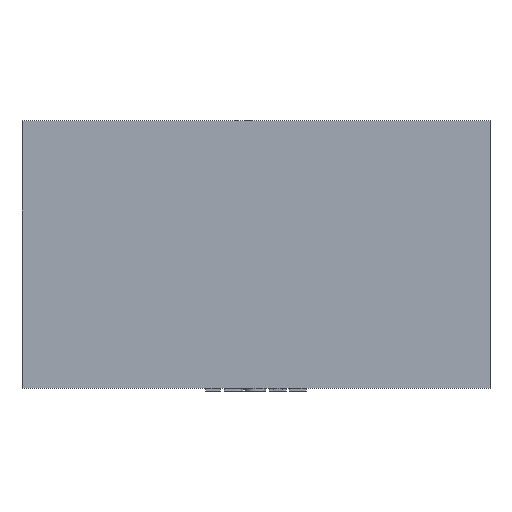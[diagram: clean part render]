
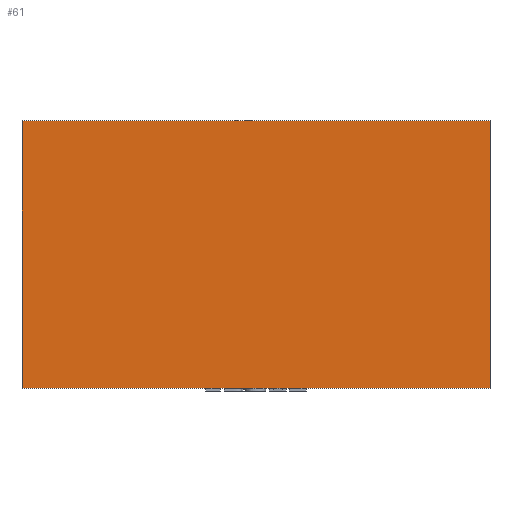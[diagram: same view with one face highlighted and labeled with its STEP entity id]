
A CAD part, top view. The second image highlights one B-rep face of the part: STEP entity #61.
In plain terms, the highlighted planar face has unit normal (0, 0, 1).
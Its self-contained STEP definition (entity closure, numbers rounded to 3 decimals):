
#61 = ADVANCED_FACE( '', ( #344 ), #345, .F. );
#344 = FACE_OUTER_BOUND( '', #883, .T. );
#345 = PLANE( '', #884 );
#883 = EDGE_LOOP( '', ( #4613, #4614, #4615, #4616 ) );
#884 = AXIS2_PLACEMENT_3D( '', #4617, #4618, #4619 );
#4613 = ORIENTED_EDGE( '', *, *, #6271, .T. );
#4614 = ORIENTED_EDGE( '', *, *, #6203, .F. );
#4615 = ORIENTED_EDGE( '', *, *, #6272, .F. );
#4616 = ORIENTED_EDGE( '', *, *, #6269, .T. );
#4617 = CARTESIAN_POINT( '', ( 266.7, -152.4, 53.975 ) );
#4618 = DIRECTION( '', ( 0., 0., -1. ) );
#4619 = DIRECTION( '', ( -1., 0., 0. ) );
#6203 = EDGE_CURVE( '', #6820, #6815, #6822, .T. );
#6269 = EDGE_CURVE( '', #6946, #6944, #6947, .T. );
#6271 = EDGE_CURVE( '', #6944, #6815, #6949, .T. );
#6272 = EDGE_CURVE( '', #6946, #6820, #6950, .T. );
#6815 = VERTEX_POINT( '', #7796 );
#6820 = VERTEX_POINT( '', #7803 );
#6822 = LINE( '', #7806, #7807 );
#6944 = VERTEX_POINT( '', #8267 );
#6946 = VERTEX_POINT( '', #8270 );
#6947 = LINE( '', #8271, #8272 );
#6949 = LINE( '', #8275, #8276 );
#6950 = LINE( '', #8277, #8278 );
#7796 = CARTESIAN_POINT( '', ( -266.7, 152.4, 53.975 ) );
#7803 = CARTESIAN_POINT( '', ( -266.7, -152.4, 53.975 ) );
#7806 = CARTESIAN_POINT( '', ( -266.7, -152.4, 53.975 ) );
#7807 = VECTOR( '', #10953, 1000. );
#8267 = CARTESIAN_POINT( '', ( 266.7, 152.4, 53.975 ) );
#8270 = CARTESIAN_POINT( '', ( 266.7, -152.4, 53.975 ) );
#8271 = CARTESIAN_POINT( '', ( 266.7, -152.4, 53.975 ) );
#8272 = VECTOR( '', #10986, 1000. );
#8275 = CARTESIAN_POINT( '', ( 266.7, 152.4, 53.975 ) );
#8276 = VECTOR( '', #10988, 1000. );
#8277 = CARTESIAN_POINT( '', ( 266.7, -152.4, 53.975 ) );
#8278 = VECTOR( '', #10989, 1000. );
#10953 = DIRECTION( '', ( 0., 1., 0. ) );
#10986 = DIRECTION( '', ( 0., 1., 0. ) );
#10988 = DIRECTION( '', ( -1., 0., 0. ) );
#10989 = DIRECTION( '', ( -1., 0., 0. ) );
